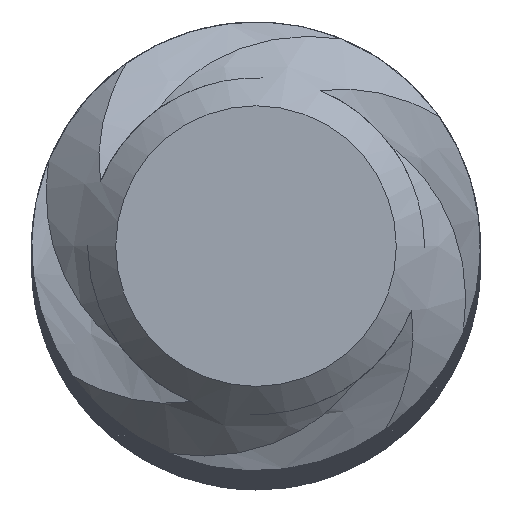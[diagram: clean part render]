
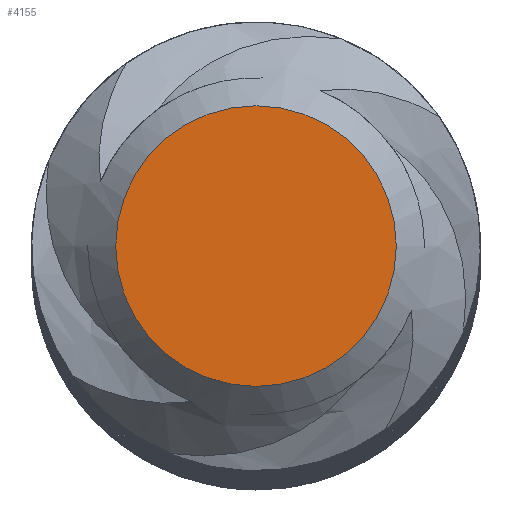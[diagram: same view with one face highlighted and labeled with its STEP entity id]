
A CAD part, top view. The second image highlights one B-rep face of the part: STEP entity #4155.
In plain terms, the highlighted planar face has unit normal (0, 0, 1).
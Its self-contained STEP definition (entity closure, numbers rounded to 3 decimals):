
#15=PLANE('',#4405);
#451=FACE_OUTER_BOUND('',#672,.T.);
#672=EDGE_LOOP('',(#3929));
#1103=CIRCLE('',#4404,2.5);
#1968=VERTEX_POINT('',#20471);
#2623=EDGE_CURVE('',#1968,#1968,#1103,.T.);
#3929=ORIENTED_EDGE('',*,*,#2623,.F.);
#4155=ADVANCED_FACE('',(#451),#15,.T.);
#4404=AXIS2_PLACEMENT_3D('',#20473,#5077,#5078);
#4405=AXIS2_PLACEMENT_3D('',#20474,#5079,#5080);
#5077=DIRECTION('center_axis',(0.,0.,-1.));
#5078=DIRECTION('ref_axis',(1.,0.,0.));
#5079=DIRECTION('center_axis',(0.,0.,1.));
#5080=DIRECTION('ref_axis',(1.,0.,0.));
#20471=CARTESIAN_POINT('',(-2.5,0.,200.));
#20473=CARTESIAN_POINT('Origin',(0.,0.,200.));
#20474=CARTESIAN_POINT('Origin',(0.,0.,200.));
